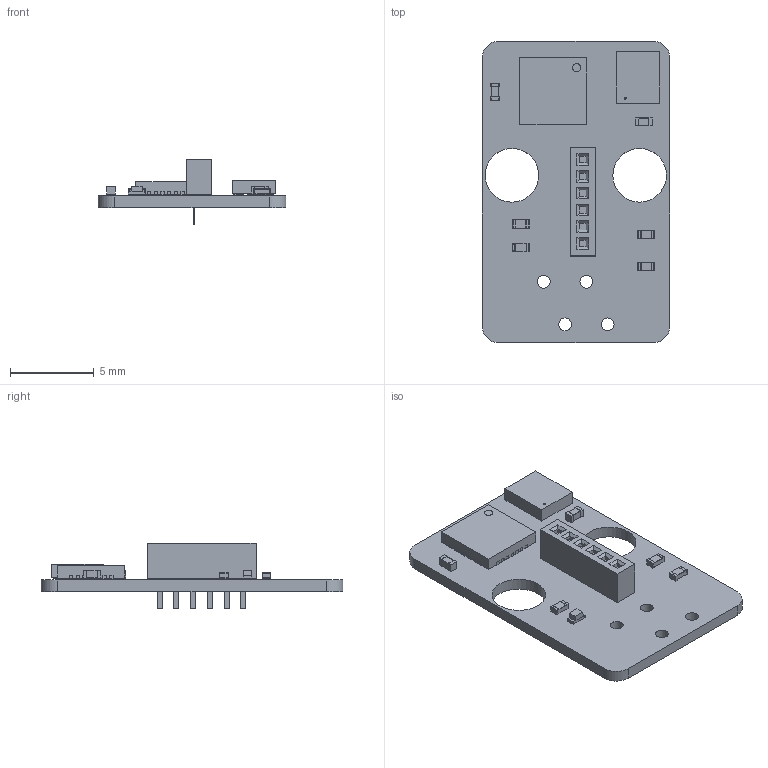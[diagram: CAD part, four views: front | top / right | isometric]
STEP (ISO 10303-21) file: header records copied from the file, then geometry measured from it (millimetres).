
FILE_DESCRIPTION(('KiCad electronic assembly'),'2;1');
FILE_NAME('imu-board.step','2025-10-21T12:07:32',('Pcbnew'),('Kicad'), 'Open CASCADE STEP processor 7.6','KiCad to STEP converter','Unknown' );
FILE_SCHEMA(('AUTOMOTIVE_DESIGN { 1 0 10303 214 1 1 1 1 }'));
Length unit declared in the file: millimetre
Products named in the file (10): imu-board 1; C_0402_1005Metric; QFN-28-1EP_4x4mm_P0.4mm_EP2.4x2.4mm; LED_0402_1005Metric; LGA-14L_STM; R_0402_1005Metric; BC065-06-A-L-D; BC065-xxx body_06; pin^BC065- xxxx Ass; imu-board_PCB
Assembly tree (17 placements, depth 3):
  imu-board 1
    C_0402_1005Metric  x2
    QFN-28-1EP_4x4mm_P0.4mm_EP2.4x2.4mm
    LED_0402_1005Metric
    LGA-14L_STM
    R_0402_1005Metric  x3
    BC065-06-A-L-D
      BC065-xxx body_06
      pin^BC065- xxxx Ass  x6
    imu-board_PCB
Bounding box: 11.2 x 18 x 3.9 mm (x, y, z)
Volume: 169.1 mm3; surface area: 585.7 mm2
Topology: 31 solids, 31 shells, 577 faces, 1462 edges, 960 vertices
Faces by surface type: plane 475, cylinder 102
Full cylindrical faces by diameter (mm): 0.13 x1, 0.5 x7, 0.762 x4, 3.2 x2
Entity records: 14176 total; most frequent: CARTESIAN_POINT 2464, ORIENTED_EDGE 2388, DIRECTION 2311, EDGE_CURVE 1194, LINE 1045, VECTOR 1045, VERTEX_POINT 784, AXIS2_PLACEMENT_3D 633
